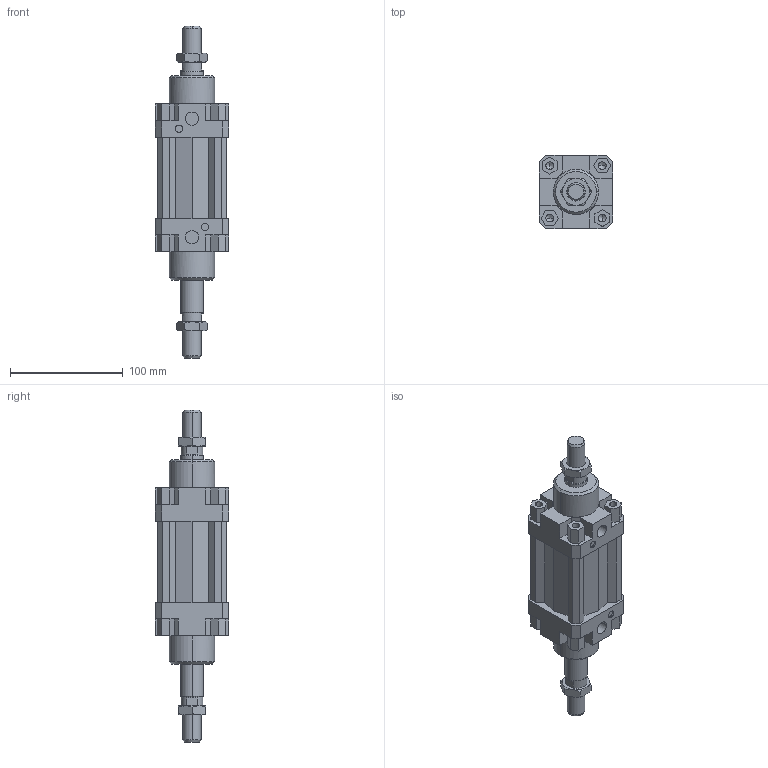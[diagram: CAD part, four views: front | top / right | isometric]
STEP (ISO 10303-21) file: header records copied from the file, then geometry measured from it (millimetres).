
FILE_DESCRIPTION((''),'2;1');
FILE_NAME('1319_50_0025_02.stp','2003-04-08T12:57:43',('maffial1'),(''),'Autodesk Inventor (R) 6.0','Autodesk Inventor (R) 6.0','');
FILE_SCHEMA(('AUTOMOTIVE_DESIGN { 1 0 10303 214 1 1 1 1 }'));
Length unit declared in the file: millimetre
Products named in the file (4): 1319_50_0025_02; CIM04_50_25; CIM03_50_25; 1320_50_18F
Assembly tree (4 placements, depth 2):
  1319_50_0025_02
    CIM04_50_25
    CIM03_50_25
    1320_50_18F  x2
Bounding box: 65 x 65 x 294 mm (x, y, z)
Volume: 522817.6 mm3; surface area: 91492.3 mm2
Topology: 4 solids, 4 shells, 290 faces, 726 edges, 454 vertices
Faces by surface type: plane 130, bspline 72, cone 60, cylinder 28
Entity records: 8114 total; most frequent: CARTESIAN_POINT 1976, ORIENTED_EDGE 1292, DIRECTION 1164, EDGE_CURVE 646, VECTOR 480, LINE 480, VERTEX_POINT 418, AXIS2_PLACEMENT_3D 342
